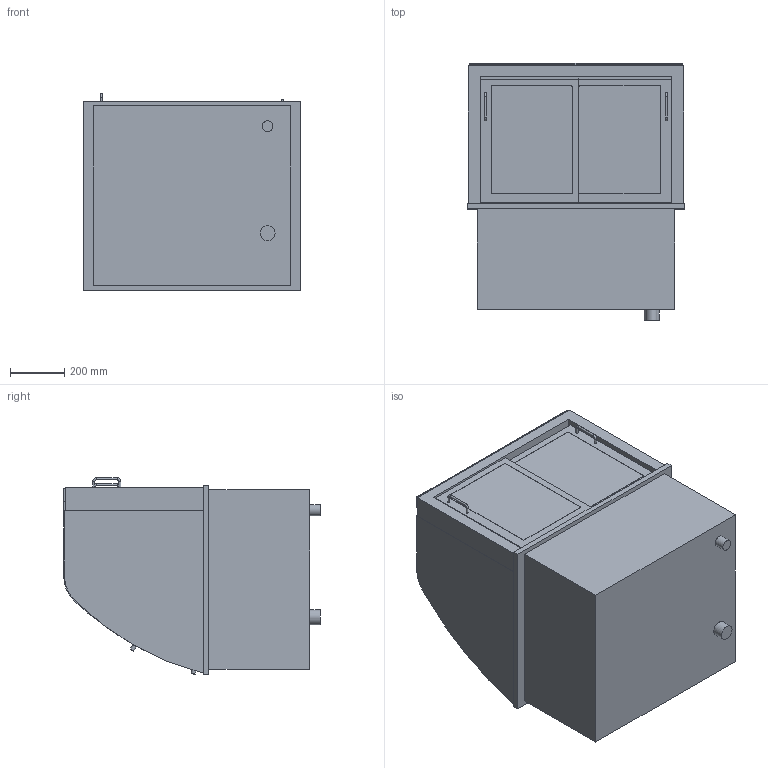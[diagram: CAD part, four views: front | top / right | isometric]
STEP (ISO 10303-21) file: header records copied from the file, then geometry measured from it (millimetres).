
FILE_DESCRIPTION(/* description */ ('Einbaukühlvitrine, Klappen: zentralgekühlt'),/* implementation_level */ '2;1');
FILE_NAME(/* name */ '3D-AKE-00007394.stp',/* time_stamp */ '2024-08-26T11:02:01+02:00',/* author */ ('marina.schachner'),/* organization */ (''),/* preprocessor_version */ 'ST-DEVELOPER v18',/* originating_system */ 'Autodesk Inventor 2020',/* authorisation */ '');
FILE_SCHEMA (('AUTOMOTIVE_DESIGN { 1 0 10303 214 3 1 1 }'));
Length unit declared in the file: millimetre
Products named in the file (1): 3D-AKE-00007394
Bounding box: 800 x 944 x 722.5 mm (x, y, z)
Volume: 83578779.6 mm3; surface area: 9885516.3 mm2
Topology: 39 solids, 39 shells, 329 faces, 764 edges, 516 vertices
Faces by surface type: plane 251, cylinder 70, torus 4, cone 4
Full cylindrical faces by diameter (mm): 8 x6, 15 x4, 40 x1, 55 x1
Entity records: 9378 total; most frequent: CARTESIAN_POINT 1610, DIRECTION 1604, ORIENTED_EDGE 1528, EDGE_CURVE 764, LINE 584, VECTOR 584, VERTEX_POINT 516, AXIS2_PLACEMENT_3D 510
